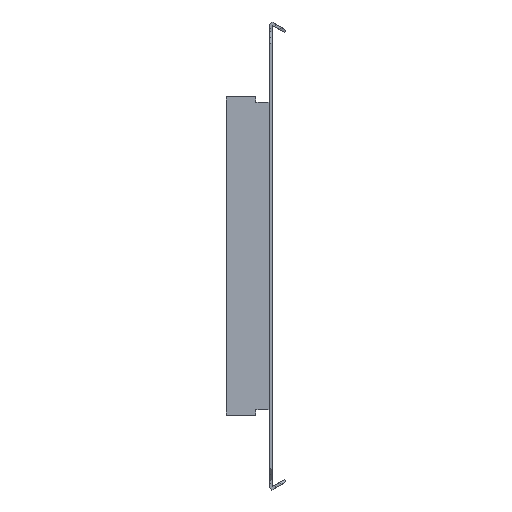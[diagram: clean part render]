
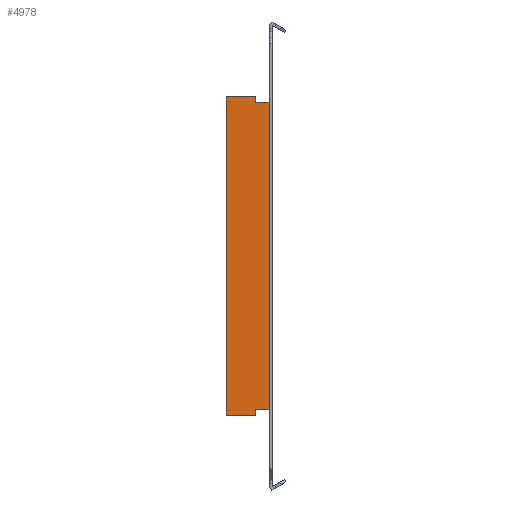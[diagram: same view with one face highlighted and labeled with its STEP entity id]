
A CAD part, left-side view. The second image highlights one B-rep face of the part: STEP entity #4978.
In plain terms, the highlighted planar face has unit normal (-1, 0, 0).
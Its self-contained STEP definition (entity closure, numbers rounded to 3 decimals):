
#19 = DIRECTION ( 'NONE',  ( 0., 0., -1. ) ) ;
#60 = ORIENTED_EDGE ( 'NONE', *, *, #1358, .F. ) ;
#84 = DIRECTION ( 'NONE',  ( 0., 0., 1. ) ) ;
#111 = DIRECTION ( 'NONE',  ( 0., -1., 0. ) ) ;
#184 = CARTESIAN_POINT ( 'NONE',  ( 1.5, 21.5, -84.25 ) ) ;
#217 = ORIENTED_EDGE ( 'NONE', *, *, #3578, .F. ) ;
#280 = CARTESIAN_POINT ( 'NONE',  ( 1.5, 21.5, -81.25 ) ) ;
#281 = ORIENTED_EDGE ( 'NONE', *, *, #1696, .F. ) ;
#288 = VECTOR ( 'NONE', #3001, 1000. ) ;
#303 = VECTOR ( 'NONE', #4155, 1000. ) ;
#344 = EDGE_CURVE ( 'NONE', #4365, #3608, #3973, .T. ) ;
#373 = LINE ( 'NONE', #4498, #2363 ) ;
#393 = LINE ( 'NONE', #2519, #4761 ) ;
#400 = CARTESIAN_POINT ( 'NONE',  ( 1.5, -1.5, -81.25 ) ) ;
#493 = CARTESIAN_POINT ( 'NONE',  ( 1.5, -0.5, -81.25 ) ) ;
#560 = AXIS2_PLACEMENT_3D ( 'NONE', #2626, #4269, #111 ) ;
#592 = ORIENTED_EDGE ( 'NONE', *, *, #3474, .F. ) ;
#699 = DIRECTION ( 'NONE',  ( 0., 1., 0. ) ) ;
#742 = EDGE_CURVE ( 'NONE', #1140, #3353, #1806, .T. ) ;
#771 = CARTESIAN_POINT ( 'NONE',  ( 1.5, -1.5, 81.25 ) ) ;
#837 = CARTESIAN_POINT ( 'NONE',  ( 1.5, 5.75, 84.25 ) ) ;
#885 = DIRECTION ( 'NONE',  ( 0., 0., 1. ) ) ;
#1034 = ORIENTED_EDGE ( 'NONE', *, *, #3195, .F. ) ;
#1035 = DIRECTION ( 'NONE',  ( 0., 0., 1. ) ) ;
#1097 = LINE ( 'NONE', #1149, #3395 ) ;
#1118 = DIRECTION ( 'NONE',  ( 0., 1., 0. ) ) ;
#1140 = VERTEX_POINT ( 'NONE', #2767 ) ;
#1149 = CARTESIAN_POINT ( 'NONE',  ( 1.5, 0., 81.25 ) ) ;
#1224 = LINE ( 'NONE', #493, #303 ) ;
#1272 = LINE ( 'NONE', #5305, #5022 ) ;
#1275 = CARTESIAN_POINT ( 'NONE',  ( 1.5, -0.5, -81.25 ) ) ;
#1358 = EDGE_CURVE ( 'NONE', #2624, #4426, #4660, .T. ) ;
#1587 = VECTOR ( 'NONE', #1035, 1000. ) ;
#1650 = VECTOR ( 'NONE', #1118, 1000. ) ;
#1658 = VECTOR ( 'NONE', #3366, 1000. ) ;
#1665 = CARTESIAN_POINT ( 'NONE',  ( 1.5, 21.5, 81.75 ) ) ;
#1676 = ORIENTED_EDGE ( 'NONE', *, *, #344, .F. ) ;
#1678 = VECTOR ( 'NONE', #3821, 1000. ) ;
#1696 = EDGE_CURVE ( 'NONE', #1960, #2076, #4236, .T. ) ;
#1806 = LINE ( 'NONE', #4609, #1658 ) ;
#1841 = FACE_OUTER_BOUND ( 'NONE', #3880, .T. ) ;
#1842 = CARTESIAN_POINT ( 'NONE',  ( 1.5, 5.75, 81.75 ) ) ;
#1960 = VERTEX_POINT ( 'NONE', #2223 ) ;
#2075 = CARTESIAN_POINT ( 'NONE',  ( 1.5, 21.5, -81.75 ) ) ;
#2076 = VERTEX_POINT ( 'NONE', #3555 ) ;
#2098 = CARTESIAN_POINT ( 'NONE',  ( 1.5, 5.75, -81.75 ) ) ;
#2216 = CARTESIAN_POINT ( 'NONE',  ( 1.5, 5.75, 81.75 ) ) ;
#2221 = CARTESIAN_POINT ( 'NONE',  ( 1.5, 5.75, 0. ) ) ;
#2223 = CARTESIAN_POINT ( 'NONE',  ( 1.5, 5.75, 81.75 ) ) ;
#2245 = EDGE_CURVE ( 'NONE', #2624, #3608, #1272, .T. ) ;
#2246 = LINE ( 'NONE', #3785, #3903 ) ;
#2312 = ORIENTED_EDGE ( 'NONE', *, *, #3044, .F. ) ;
#2340 = CARTESIAN_POINT ( 'NONE',  ( 1.5, 5.75, -81.25 ) ) ;
#2363 = VECTOR ( 'NONE', #699, 1000. ) ;
#2519 = CARTESIAN_POINT ( 'NONE',  ( 1.5, 21.5, 81.25 ) ) ;
#2548 = LINE ( 'NONE', #4234, #3988 ) ;
#2624 = VERTEX_POINT ( 'NONE', #2098 ) ;
#2626 = CARTESIAN_POINT ( 'NONE',  ( 1.5, 0., 0. ) ) ;
#2659 = VERTEX_POINT ( 'NONE', #1665 ) ;
#2661 = LINE ( 'NONE', #2216, #1587 ) ;
#2674 = VERTEX_POINT ( 'NONE', #400 ) ;
#2696 = VECTOR ( 'NONE', #3018, 1000. ) ;
#2711 = LINE ( 'NONE', #4651, #1678 ) ;
#2714 = VERTEX_POINT ( 'NONE', #3740 ) ;
#2767 = CARTESIAN_POINT ( 'NONE',  ( 1.5, 21.5, 84.25 ) ) ;
#2938 = LINE ( 'NONE', #2075, #5102 ) ;
#2987 = VERTEX_POINT ( 'NONE', #4540 ) ;
#3001 = DIRECTION ( 'NONE',  ( 0., 0., -1. ) ) ;
#3018 = DIRECTION ( 'NONE',  ( 0., 0., -1. ) ) ;
#3023 = DIRECTION ( 'NONE',  ( 0., 0., -1. ) ) ;
#3044 = EDGE_CURVE ( 'NONE', #2659, #1140, #2548, .T. ) ;
#3079 = PLANE ( 'NONE',  #560 ) ;
#3080 = EDGE_CURVE ( 'NONE', #3547, #2674, #2246, .T. ) ;
#3164 = ORIENTED_EDGE ( 'NONE', *, *, #2245, .T. ) ;
#3195 = EDGE_CURVE ( 'NONE', #4426, #4539, #373, .T. ) ;
#3237 = CARTESIAN_POINT ( 'NONE',  ( 1.5, 5.75, -84.25 ) ) ;
#3353 = VERTEX_POINT ( 'NONE', #837 ) ;
#3366 = DIRECTION ( 'NONE',  ( 0., -1., 0. ) ) ;
#3376 = EDGE_CURVE ( 'NONE', #2714, #4539, #2938, .T. ) ;
#3395 = VECTOR ( 'NONE', #3545, 1000. ) ;
#3419 = ORIENTED_EDGE ( 'NONE', *, *, #4146, .F. ) ;
#3443 = EDGE_CURVE ( 'NONE', #1960, #3353, #2661, .T. ) ;
#3474 = EDGE_CURVE ( 'NONE', #2076, #2987, #2711, .T. ) ;
#3545 = DIRECTION ( 'NONE',  ( 0., -1., 0. ) ) ;
#3547 = VERTEX_POINT ( 'NONE', #771 ) ;
#3555 = CARTESIAN_POINT ( 'NONE',  ( 1.5, 5.75, 81.25 ) ) ;
#3578 = EDGE_CURVE ( 'NONE', #2987, #3547, #1097, .T. ) ;
#3608 = VERTEX_POINT ( 'NONE', #2340 ) ;
#3740 = CARTESIAN_POINT ( 'NONE',  ( 1.5, 21.5, -81.75 ) ) ;
#3763 = DIRECTION ( 'NONE',  ( 0., 0., 1. ) ) ;
#3785 = CARTESIAN_POINT ( 'NONE',  ( 1.5, -1.5, 0. ) ) ;
#3821 = DIRECTION ( 'NONE',  ( 0., -1., 0. ) ) ;
#3880 = EDGE_LOOP ( 'NONE', ( #1676, #4829, #5258, #217, #592, #281, #4615, #4307, #2312, #3419, #4455, #1034, #60, #3164 ) ) ;
#3903 = VECTOR ( 'NONE', #3023, 1000. ) ;
#3973 = LINE ( 'NONE', #280, #1650 ) ;
#3988 = VECTOR ( 'NONE', #84, 1000. ) ;
#4146 = EDGE_CURVE ( 'NONE', #2714, #2659, #393, .T. ) ;
#4155 = DIRECTION ( 'NONE',  ( 0., -1., 0. ) ) ;
#4165 = EDGE_CURVE ( 'NONE', #4365, #2674, #1224, .T. ) ;
#4234 = CARTESIAN_POINT ( 'NONE',  ( 1.5, 21.5, 0. ) ) ;
#4236 = LINE ( 'NONE', #1842, #288 ) ;
#4269 = DIRECTION ( 'NONE',  ( -1., 0., 0. ) ) ;
#4307 = ORIENTED_EDGE ( 'NONE', *, *, #742, .F. ) ;
#4365 = VERTEX_POINT ( 'NONE', #1275 ) ;
#4426 = VERTEX_POINT ( 'NONE', #3237 ) ;
#4455 = ORIENTED_EDGE ( 'NONE', *, *, #3376, .T. ) ;
#4498 = CARTESIAN_POINT ( 'NONE',  ( 1.5, 0., -84.25 ) ) ;
#4539 = VERTEX_POINT ( 'NONE', #184 ) ;
#4540 = CARTESIAN_POINT ( 'NONE',  ( 1.5, -0.5, 81.25 ) ) ;
#4609 = CARTESIAN_POINT ( 'NONE',  ( 1.5, 0., 84.25 ) ) ;
#4615 = ORIENTED_EDGE ( 'NONE', *, *, #3443, .T. ) ;
#4651 = CARTESIAN_POINT ( 'NONE',  ( 1.5, -1.5, 81.25 ) ) ;
#4660 = LINE ( 'NONE', #2221, #2696 ) ;
#4761 = VECTOR ( 'NONE', #3763, 1000. ) ;
#4829 = ORIENTED_EDGE ( 'NONE', *, *, #4165, .T. ) ;
#4978 = ADVANCED_FACE ( 'NONE', ( #1841 ), #3079, .T. ) ;
#5022 = VECTOR ( 'NONE', #885, 1000. ) ;
#5102 = VECTOR ( 'NONE', #19, 1000. ) ;
#5258 = ORIENTED_EDGE ( 'NONE', *, *, #3080, .F. ) ;
#5305 = CARTESIAN_POINT ( 'NONE',  ( 1.5, 5.75, -81.75 ) ) ;
